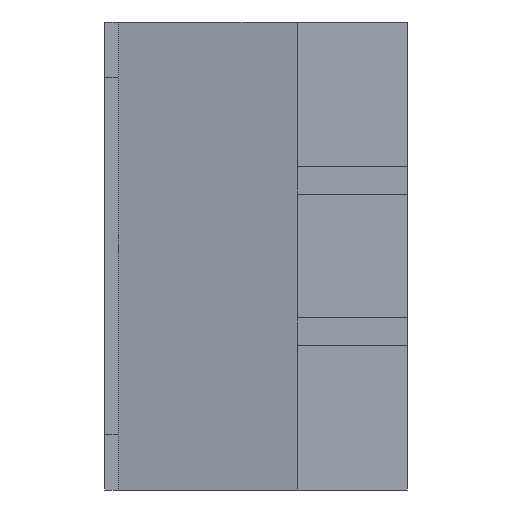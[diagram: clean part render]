
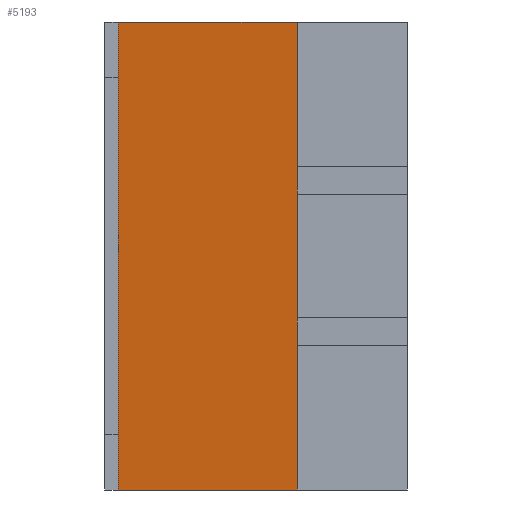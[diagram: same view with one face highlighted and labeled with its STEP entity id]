
A CAD part, left-side view. The second image highlights one B-rep face of the part: STEP entity #5193.
In plain terms, the highlighted planar face has unit normal (-0.985, 0.174, 0).
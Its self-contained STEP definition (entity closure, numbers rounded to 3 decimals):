
#164 = VECTOR ( 'NONE', #5328, 1000. ) ;
#273 = CARTESIAN_POINT ( 'NONE',  ( -1.035, 1.05, -0.85 ) ) ;
#320 = ORIENTED_EDGE ( 'NONE', *, *, #2472, .F. ) ;
#387 = CARTESIAN_POINT ( 'NONE',  ( -1.15, 0.4, -0.85 ) ) ;
#465 = CARTESIAN_POINT ( 'NONE',  ( -1.15, 0.4, 0.85 ) ) ;
#646 = ORIENTED_EDGE ( 'NONE', *, *, #1801, .F. ) ;
#726 = EDGE_CURVE ( 'NONE', #5015, #1634, #3257, .T. ) ;
#1120 = ORIENTED_EDGE ( 'NONE', *, *, #726, .T. ) ;
#1121 = PLANE ( 'NONE',  #1760 ) ;
#1281 = DIRECTION ( 'NONE',  ( 0., 0., 1. ) ) ;
#1374 = ORIENTED_EDGE ( 'NONE', *, *, #5277, .T. ) ;
#1421 = DIRECTION ( 'NONE',  ( -0.174, -0.985, 0. ) ) ;
#1451 = CARTESIAN_POINT ( 'NONE',  ( -1.035, 1.05, 0.85 ) ) ;
#1634 = VERTEX_POINT ( 'NONE', #2922 ) ;
#1760 = AXIS2_PLACEMENT_3D ( 'NONE', #2707, #3120, #1421 ) ;
#1801 = EDGE_CURVE ( 'NONE', #5015, #2561, #2925, .T. ) ;
#2337 = LINE ( 'NONE', #387, #4840 ) ;
#2345 = FACE_OUTER_BOUND ( 'NONE', #2880, .T. ) ;
#2472 = EDGE_CURVE ( 'NONE', #2561, #4008, #4696, .T. ) ;
#2561 = VERTEX_POINT ( 'NONE', #1451 ) ;
#2707 = CARTESIAN_POINT ( 'NONE',  ( -1.15, 0.4, -0.85 ) ) ;
#2782 = DIRECTION ( 'NONE',  ( -0.174, -0.985, 0. ) ) ;
#2880 = EDGE_LOOP ( 'NONE', ( #320, #646, #1120, #1374 ) ) ;
#2922 = CARTESIAN_POINT ( 'NONE',  ( -1.15, 0.4, -0.85 ) ) ;
#2925 = LINE ( 'NONE', #3914, #4829 ) ;
#3048 = CARTESIAN_POINT ( 'NONE',  ( -1.15, 0.4, 0.85 ) ) ;
#3120 = DIRECTION ( 'NONE',  ( -0.985, 0.174, 0. ) ) ;
#3257 = LINE ( 'NONE', #3678, #164 ) ;
#3314 = VECTOR ( 'NONE', #2782, 1000. ) ;
#3678 = CARTESIAN_POINT ( 'NONE',  ( -1.15, 0.4, -0.85 ) ) ;
#3914 = CARTESIAN_POINT ( 'NONE',  ( -1.035, 1.05, -0.85 ) ) ;
#4008 = VERTEX_POINT ( 'NONE', #465 ) ;
#4682 = DIRECTION ( 'NONE',  ( 0., 0., 1. ) ) ;
#4696 = LINE ( 'NONE', #3048, #3314 ) ;
#4829 = VECTOR ( 'NONE', #4682, 1000. ) ;
#4840 = VECTOR ( 'NONE', #1281, 1000. ) ;
#5015 = VERTEX_POINT ( 'NONE', #273 ) ;
#5193 = ADVANCED_FACE ( 'NONE', ( #2345 ), #1121, .T. ) ;
#5277 = EDGE_CURVE ( 'NONE', #1634, #4008, #2337, .T. ) ;
#5328 = DIRECTION ( 'NONE',  ( -0.174, -0.985, 0. ) ) ;
